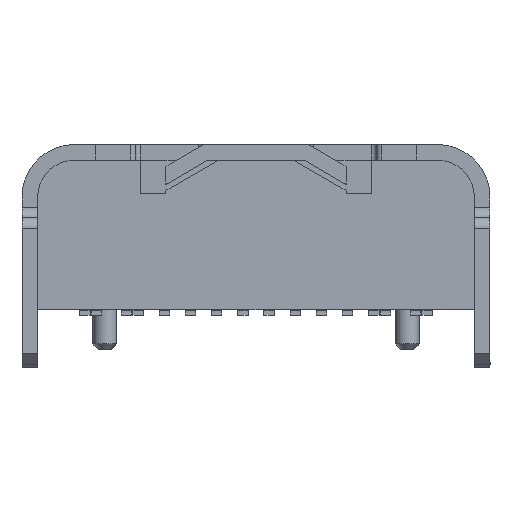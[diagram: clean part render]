
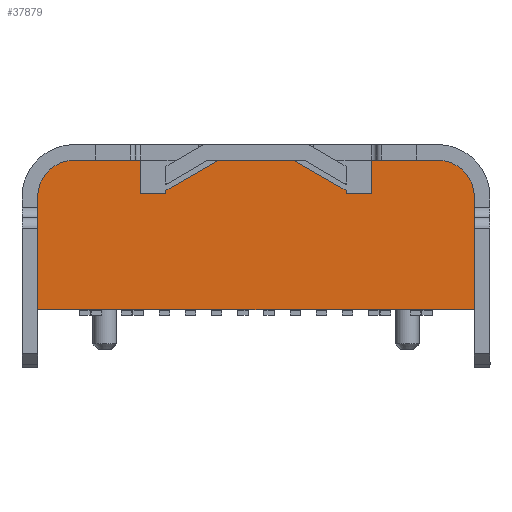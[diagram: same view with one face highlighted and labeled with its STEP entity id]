
A CAD part, front view. The second image highlights one B-rep face of the part: STEP entity #37879.
In plain terms, the highlighted planar face has unit normal (0, -1, 0).
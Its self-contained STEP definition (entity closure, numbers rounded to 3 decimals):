
#218 = VECTOR ( 'NONE', #18749, 1000. ) ;
#336 = LINE ( 'NONE', #27929, #6030 ) ;
#1041 = CARTESIAN_POINT ( 'NONE',  ( -4.17, -3.54, 0. ) ) ;
#1314 = CARTESIAN_POINT ( 'NONE',  ( 0.72, -3.54, 2.86 ) ) ;
#1537 = VECTOR ( 'NONE', #4665, 1000. ) ;
#1565 = AXIS2_PLACEMENT_3D ( 'NONE', #18369, #17976, #24124 ) ;
#1642 = VERTEX_POINT ( 'NONE', #31896 ) ;
#1666 = LINE ( 'NONE', #22744, #1537 ) ;
#2002 = VERTEX_POINT ( 'NONE', #34873 ) ;
#2310 = VERTEX_POINT ( 'NONE', #33158 ) ;
#3386 = ORIENTED_EDGE ( 'NONE', *, *, #31531, .T. ) ;
#3698 = CARTESIAN_POINT ( 'NONE',  ( -4.17, -3.54, 2.16 ) ) ;
#3715 = DIRECTION ( 'NONE',  ( 0., 0., 1. ) ) ;
#3730 = EDGE_CURVE ( 'NONE', #9551, #1642, #25668, .T. ) ;
#4224 = DIRECTION ( 'NONE',  ( 1., 0., 0. ) ) ;
#4526 = VERTEX_POINT ( 'NONE', #1314 ) ;
#4664 = CARTESIAN_POINT ( 'NONE',  ( -1.72, -3.54, 2.223 ) ) ;
#4665 = DIRECTION ( 'NONE',  ( -1., 0., 0. ) ) ;
#5332 = DIRECTION ( 'NONE',  ( 0., 1., 0. ) ) ;
#5393 = LINE ( 'NONE', #16688, #10038 ) ;
#6030 = VECTOR ( 'NONE', #18447, 1000. ) ;
#6134 = CARTESIAN_POINT ( 'NONE',  ( 2.2, -3.54, 2.223 ) ) ;
#6714 = LINE ( 'NONE', #27357, #17821 ) ;
#7330 = ORIENTED_EDGE ( 'NONE', *, *, #32717, .T. ) ;
#7473 = CIRCLE ( 'NONE', #34723, 0.7 ) ;
#7616 = AXIS2_PLACEMENT_3D ( 'NONE', #8516, #5332, #32707 ) ;
#7988 = CARTESIAN_POINT ( 'NONE',  ( -2.2, -3.54, 2.223 ) ) ;
#8516 = CARTESIAN_POINT ( 'NONE',  ( -3.47, -3.54, 2.16 ) ) ;
#8741 = VECTOR ( 'NONE', #3715, 1000. ) ;
#8842 = LINE ( 'NONE', #23926, #11826 ) ;
#8863 = ORIENTED_EDGE ( 'NONE', *, *, #34176, .T. ) ;
#8950 = EDGE_CURVE ( 'NONE', #36358, #23159, #8842, .T. ) ;
#9051 = DIRECTION ( 'NONE',  ( 1., 0., 0. ) ) ;
#9099 = VERTEX_POINT ( 'NONE', #25484 ) ;
#9551 = VERTEX_POINT ( 'NONE', #10618 ) ;
#9790 = CARTESIAN_POINT ( 'NONE',  ( 2.2, -3.54, 2.223 ) ) ;
#10038 = VECTOR ( 'NONE', #11131, 1000. ) ;
#10397 = CARTESIAN_POINT ( 'NONE',  ( 3.47, -3.54, 2.86 ) ) ;
#10560 = EDGE_CURVE ( 'NONE', #35055, #31205, #5393, .T. ) ;
#10605 = CARTESIAN_POINT ( 'NONE',  ( 1.72, -3.54, 2.223 ) ) ;
#10618 = CARTESIAN_POINT ( 'NONE',  ( -2.2, -3.54, 2.223 ) ) ;
#10731 = CARTESIAN_POINT ( 'NONE',  ( 1.822, -3.54, 2.223 ) ) ;
#11096 = VECTOR ( 'NONE', #16757, 1000. ) ;
#11131 = DIRECTION ( 'NONE',  ( 1., 0., 0. ) ) ;
#11826 = VECTOR ( 'NONE', #9051, 1000. ) ;
#12298 = EDGE_CURVE ( 'NONE', #1642, #17954, #31816, .T. ) ;
#12984 = ORIENTED_EDGE ( 'NONE', *, *, #17508, .T. ) ;
#13215 = VECTOR ( 'NONE', #34171, 1000. ) ;
#13234 = CARTESIAN_POINT ( 'NONE',  ( -2.2, -3.54, 2.86 ) ) ;
#13325 = ORIENTED_EDGE ( 'NONE', *, *, #29568, .F. ) ;
#13936 = CIRCLE ( 'NONE', #7616, 0.7 ) ;
#15497 = VECTOR ( 'NONE', #37840, 1000. ) ;
#15757 = ORIENTED_EDGE ( 'NONE', *, *, #8950, .F. ) ;
#16688 = CARTESIAN_POINT ( 'NONE',  ( -4.17, -3.54, 0. ) ) ;
#16757 = DIRECTION ( 'NONE',  ( 0., 0., 1. ) ) ;
#16758 = FACE_OUTER_BOUND ( 'NONE', #31234, .T. ) ;
#17113 = DIRECTION ( 'NONE',  ( 0., 0., 1. ) ) ;
#17388 = ORIENTED_EDGE ( 'NONE', *, *, #25817, .T. ) ;
#17508 = EDGE_CURVE ( 'NONE', #9099, #4526, #28414, .T. ) ;
#17821 = VECTOR ( 'NONE', #18833, 1000. ) ;
#17954 = VERTEX_POINT ( 'NONE', #18975 ) ;
#17976 = DIRECTION ( 'NONE',  ( 0., -1., 0. ) ) ;
#18275 = DIRECTION ( 'NONE',  ( 0., 0., 1. ) ) ;
#18369 = CARTESIAN_POINT ( 'NONE',  ( -3.47, -3.54, 2.16 ) ) ;
#18447 = DIRECTION ( 'NONE',  ( 0.866, 0., 0.5 ) ) ;
#18749 = DIRECTION ( 'NONE',  ( 0., 0., 1. ) ) ;
#18833 = DIRECTION ( 'NONE',  ( -1., 0., 0. ) ) ;
#18975 = CARTESIAN_POINT ( 'NONE',  ( -1.72, -3.54, 2.283 ) ) ;
#19264 = VERTEX_POINT ( 'NONE', #3698 ) ;
#20371 = ORIENTED_EDGE ( 'NONE', *, *, #22290, .F. ) ;
#20868 = EDGE_CURVE ( 'NONE', #17954, #2310, #336, .T. ) ;
#21544 = CARTESIAN_POINT ( 'NONE',  ( 2.2, -3.54, 2.223 ) ) ;
#22290 = EDGE_CURVE ( 'NONE', #35055, #19264, #28117, .T. ) ;
#22318 = CARTESIAN_POINT ( 'NONE',  ( 4.17, -3.54, 1. ) ) ;
#22578 = ORIENTED_EDGE ( 'NONE', *, *, #12298, .F. ) ;
#22648 = ORIENTED_EDGE ( 'NONE', *, *, #26761, .F. ) ;
#22744 = CARTESIAN_POINT ( 'NONE',  ( 3.47, -3.54, 2.86 ) ) ;
#22938 = ORIENTED_EDGE ( 'NONE', *, *, #3730, .F. ) ;
#23131 = PLANE ( 'NONE',  #1565 ) ;
#23159 = VERTEX_POINT ( 'NONE', #13234 ) ;
#23926 = CARTESIAN_POINT ( 'NONE',  ( -3.47, -3.54, 2.86 ) ) ;
#24124 = DIRECTION ( 'NONE',  ( 0., 0., -1. ) ) ;
#25484 = CARTESIAN_POINT ( 'NONE',  ( 1.72, -3.54, 2.283 ) ) ;
#25668 = LINE ( 'NONE', #37811, #30349 ) ;
#25817 = EDGE_CURVE ( 'NONE', #31205, #2002, #31196, .T. ) ;
#26115 = CARTESIAN_POINT ( 'NONE',  ( -3.47, -3.54, 2.86 ) ) ;
#26388 = VERTEX_POINT ( 'NONE', #34043 ) ;
#26761 = EDGE_CURVE ( 'NONE', #33494, #33327, #28242, .T. ) ;
#27357 = CARTESIAN_POINT ( 'NONE',  ( 0.72, -3.54, 2.86 ) ) ;
#27739 = CARTESIAN_POINT ( 'NONE',  ( -4.17, -3.54, 1. ) ) ;
#27929 = CARTESIAN_POINT ( 'NONE',  ( -1.822, -3.54, 2.223 ) ) ;
#28117 = LINE ( 'NONE', #27739, #8741 ) ;
#28242 = LINE ( 'NONE', #9790, #36403 ) ;
#28414 = LINE ( 'NONE', #10731, #13215 ) ;
#28634 = ORIENTED_EDGE ( 'NONE', *, *, #10560, .T. ) ;
#28818 = ORIENTED_EDGE ( 'NONE', *, *, #20868, .F. ) ;
#29568 = EDGE_CURVE ( 'NONE', #33327, #26388, #33310, .T. ) ;
#29808 = VECTOR ( 'NONE', #17113, 1000. ) ;
#30007 = DIRECTION ( 'NONE',  ( 0., -1., 0. ) ) ;
#30349 = VECTOR ( 'NONE', #31217, 1000. ) ;
#31196 = LINE ( 'NONE', #22318, #218 ) ;
#31205 = VERTEX_POINT ( 'NONE', #35210 ) ;
#31217 = DIRECTION ( 'NONE',  ( 1., 0., 0. ) ) ;
#31234 = EDGE_LOOP ( 'NONE', ( #3386, #15757, #35036, #20371, #28634, #17388, #7330, #34934, #13325, #22648, #32547, #12984, #8863, #28818, #22578, #22938 ) ) ;
#31531 = EDGE_CURVE ( 'NONE', #9551, #23159, #35155, .T. ) ;
#31816 = LINE ( 'NONE', #4664, #11096 ) ;
#31896 = CARTESIAN_POINT ( 'NONE',  ( -1.72, -3.54, 2.223 ) ) ;
#32547 = ORIENTED_EDGE ( 'NONE', *, *, #37806, .T. ) ;
#32578 = CARTESIAN_POINT ( 'NONE',  ( 3.47, -3.54, 2.16 ) ) ;
#32707 = DIRECTION ( 'NONE',  ( 0., 0., -1. ) ) ;
#32717 = EDGE_CURVE ( 'NONE', #2002, #37745, #7473, .T. ) ;
#33158 = CARTESIAN_POINT ( 'NONE',  ( -0.72, -3.54, 2.86 ) ) ;
#33310 = LINE ( 'NONE', #6134, #38631 ) ;
#33327 = VERTEX_POINT ( 'NONE', #21544 ) ;
#33377 = CARTESIAN_POINT ( 'NONE',  ( 1.72, -3.54, 2.223 ) ) ;
#33494 = VERTEX_POINT ( 'NONE', #33377 ) ;
#33980 = EDGE_CURVE ( 'NONE', #19264, #36358, #13936, .T. ) ;
#34043 = CARTESIAN_POINT ( 'NONE',  ( 2.2, -3.54, 2.86 ) ) ;
#34171 = DIRECTION ( 'NONE',  ( -0.866, 0., 0.5 ) ) ;
#34176 = EDGE_CURVE ( 'NONE', #4526, #2310, #6714, .T. ) ;
#34723 = AXIS2_PLACEMENT_3D ( 'NONE', #32578, #30007, #39191 ) ;
#34873 = CARTESIAN_POINT ( 'NONE',  ( 4.17, -3.54, 2.16 ) ) ;
#34934 = ORIENTED_EDGE ( 'NONE', *, *, #37844, .T. ) ;
#35036 = ORIENTED_EDGE ( 'NONE', *, *, #33980, .F. ) ;
#35055 = VERTEX_POINT ( 'NONE', #1041 ) ;
#35155 = LINE ( 'NONE', #7988, #29808 ) ;
#35210 = CARTESIAN_POINT ( 'NONE',  ( 4.17, -3.54, 0. ) ) ;
#36358 = VERTEX_POINT ( 'NONE', #26115 ) ;
#36403 = VECTOR ( 'NONE', #4224, 1000. ) ;
#37046 = LINE ( 'NONE', #10605, #15497 ) ;
#37745 = VERTEX_POINT ( 'NONE', #10397 ) ;
#37806 = EDGE_CURVE ( 'NONE', #33494, #9099, #37046, .T. ) ;
#37811 = CARTESIAN_POINT ( 'NONE',  ( -2.2, -3.54, 2.223 ) ) ;
#37840 = DIRECTION ( 'NONE',  ( 0., 0., 1. ) ) ;
#37844 = EDGE_CURVE ( 'NONE', #37745, #26388, #1666, .T. ) ;
#37879 = ADVANCED_FACE ( 'NONE', ( #16758 ), #23131, .T. ) ;
#38631 = VECTOR ( 'NONE', #18275, 1000. ) ;
#39191 = DIRECTION ( 'NONE',  ( 0., 0., -1. ) ) ;
